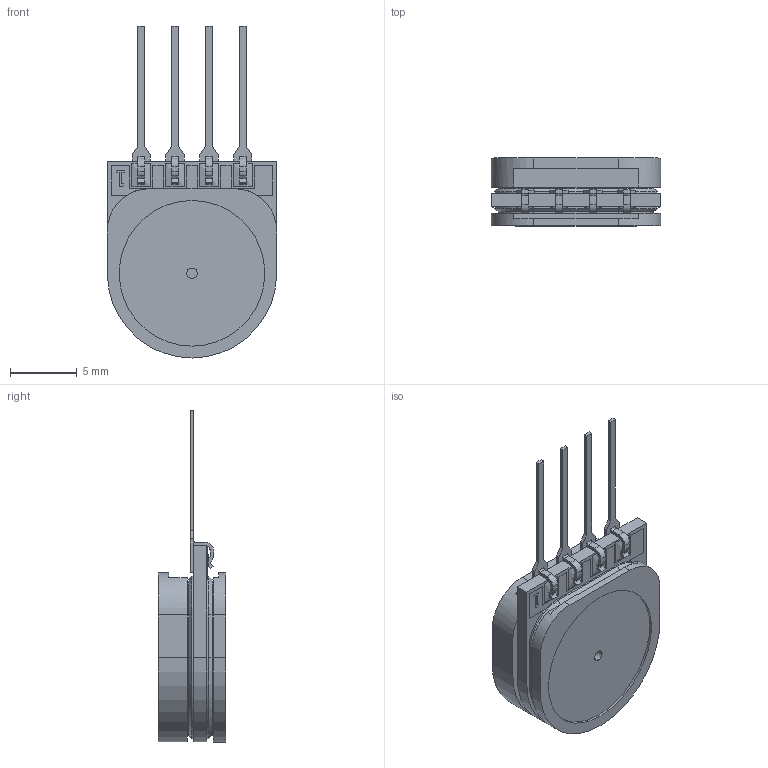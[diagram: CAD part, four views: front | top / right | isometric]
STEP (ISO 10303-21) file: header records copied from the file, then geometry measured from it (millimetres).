
FILE_DESCRIPTION (( 'STEP AP203' ), '1' );
FILE_NAME ('BLM.STEP', '2022-10-06T17:02:41', ( '' ), ( '' ), 'SwSTEP 2.0', 'SolidWorks 2019', '' );
FILE_SCHEMA (( 'CONFIG_CONTROL_DESIGN' ));
Length unit declared in the file: inch
Products named in the file (6): AS01-01-064 Rev A; AS01-01-065 Rev A; adhesive; BLM; SIP lead frame 040; CERAMIC-BLM
Assembly tree (9 placements, depth 2):
  BLM
    CERAMIC-BLM
    SIP lead frame 040  x4
    AS01-01-064 Rev A
    AS01-01-065 Rev A
    adhesive  x2
Bounding box: 12.7 x 5.08 x 24.9 mm (x, y, z)
Volume: 671.5 mm3; surface area: 1736.7 mm2
Topology: 25 solids, 25 shells, 472 faces, 1155 edges, 752 vertices
Faces by surface type: plane 311, cylinder 103, cone 32, torus 16, bspline 10
Entity records: 11037 total; most frequent: CARTESIAN_POINT 1953, DIRECTION 1757, ORIENTED_EDGE 1670, EDGE_CURVE 835, LINE 615, VECTOR 615, AXIS2_PLACEMENT_3D 571, VERTEX_POINT 543
